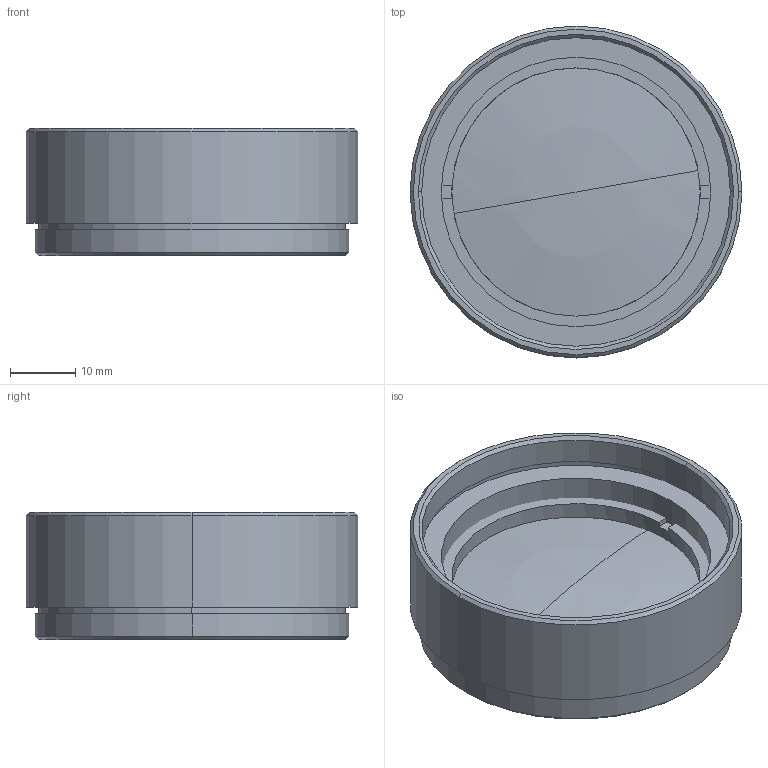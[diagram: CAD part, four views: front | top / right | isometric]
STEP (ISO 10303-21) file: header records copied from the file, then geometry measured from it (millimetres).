
FILE_DESCRIPTION (( 'STEP AP214' ), '1' );
FILE_NAME ('APD-ML40-250-VIS-A.STEP', '2024-09-14T01:46:37', ( 'Windows User' ), ( 'P R C' ), 'SwSTEP 2.0', 'SolidWorks 2022', '' );
FILE_SCHEMA (( 'AUTOMOTIVE_DESIGN' ));
Length unit declared in the file: millimetre
Products named in the file (4): APD-ML40-250-VIS-A; M42x0.75假蚾遠PN35008-LM400-D1; M42x0.75ѹȦ; GL31-040-250-VIS_Solidworks
Assembly tree (3 placements, depth 2):
  APD-ML40-250-VIS-A
    M42x0.75假蚾遠PN35008-LM400-D1
    GL31-040-250-VIS_Solidworks
    M42x0.75ѹȦ
Bounding box: 50.8 x 50.8 x 19.5 mm (x, y, z)
Volume: 19623.8 mm3; surface area: 14570.2 mm2
Topology: 4 solids, 4 shells, 64 faces, 142 edges, 84 vertices
Faces by surface type: cylinder 26, plane 18, cone 12, sphere 6, torus 2
Entity records: 1871 total; most frequent: DIRECTION 348, CARTESIAN_POINT 282, ORIENTED_EDGE 262, AXIS2_PLACEMENT_3D 147, EDGE_CURVE 131, VERTEX_POINT 81, CIRCLE 77, EDGE_LOOP 74
